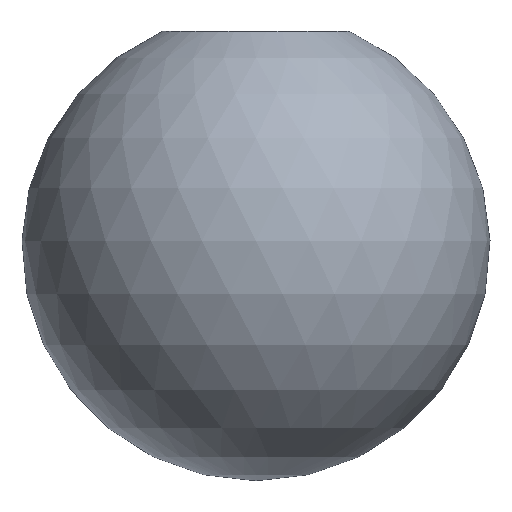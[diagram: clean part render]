
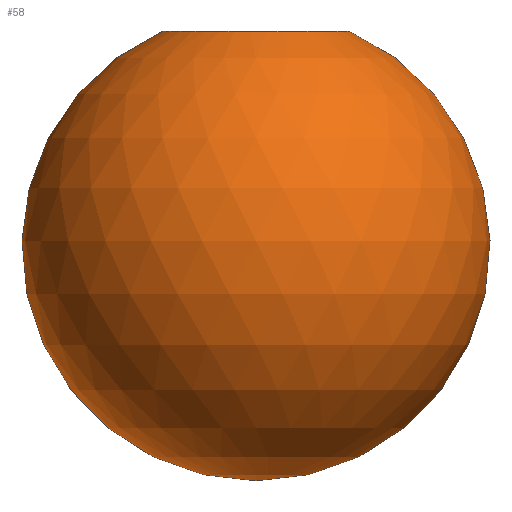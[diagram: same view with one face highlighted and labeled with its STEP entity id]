
A CAD part, left-side view. The second image highlights one B-rep face of the part: STEP entity #58.
In plain terms, the highlighted spherical face has radius 7.5 mm.
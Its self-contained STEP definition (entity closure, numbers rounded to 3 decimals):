
#58=ADVANCED_FACE('',(#67),#66,.T.);
#66=SPHERICAL_SURFACE('',#159,7.5);
#67=FACE_OUTER_BOUND('',#73,.T.);
#73=EDGE_LOOP('',(#86,#87,#88,#89));
#82=CIRCLE('',#157,2.987);
#83=CIRCLE('',#158,3.);
#86=ORIENTED_EDGE('',*,*,#130,.F.);
#87=ORIENTED_EDGE('',*,*,#131,.T.);
#88=ORIENTED_EDGE('',*,*,#132,.F.);
#89=ORIENTED_EDGE('',*,*,#133,.F.);
#118=VERTEX_POINT('',#196);
#119=VERTEX_POINT('',#197);
#120=VERTEX_POINT('',#199);
#121=VERTEX_POINT('',#204);
#130=EDGE_CURVE('',#118,#119,#146,.T.);
#131=EDGE_CURVE('',#118,#120,#82,.T.);
#132=EDGE_CURVE('',#121,#120,#147,.T.);
#133=EDGE_CURVE('',#119,#121,#83,.T.);
#146=B_SPLINE_CURVE_WITH_KNOTS('',3,(#192,#193,#194,#195),.UNSPECIFIED.,
 .F.,.F.,(4,4),(0.,1.),.UNSPECIFIED.);
#147=B_SPLINE_CURVE_WITH_KNOTS('',3,(#200,#201,#202,#203),.UNSPECIFIED.,
 .F.,.F.,(4,4),(0.,1.),.UNSPECIFIED.);
#157=AXIS2_PLACEMENT_3D('',#198,#169,#170);
#158=AXIS2_PLACEMENT_3D('',#205,#171,#172);
#159=AXIS2_PLACEMENT_3D('',#206,#173,#174);
#169=DIRECTION('',(0.,0.,-1.));
#170=DIRECTION('',(-1.,0.,0.));
#171=DIRECTION('',(0.,0.,1.));
#172=DIRECTION('',(-1.,0.,0.));
#173=DIRECTION('',(0.,0.,1.));
#174=DIRECTION('',(1.,0.,0.));
#192=CARTESIAN_POINT('',(-0.204,-2.98,6.88));
#193=CARTESIAN_POINT('',(-0.193,-2.985,6.878));
#194=CARTESIAN_POINT('',(-0.182,-2.99,6.876));
#195=CARTESIAN_POINT('',(-0.171,-2.995,6.874));
#196=CARTESIAN_POINT('',(-0.204,-2.98,6.88));
#197=CARTESIAN_POINT('',(-0.171,-2.995,6.874));
#198=CARTESIAN_POINT('',(0.,0.,6.88));
#199=CARTESIAN_POINT('',(2.964,0.367,6.88));
#200=CARTESIAN_POINT('',(2.997,0.129,6.874));
#201=CARTESIAN_POINT('',(2.989,0.209,6.876));
#202=CARTESIAN_POINT('',(2.979,0.288,6.878));
#203=CARTESIAN_POINT('',(2.964,0.367,6.88));
#204=CARTESIAN_POINT('',(2.997,0.129,6.874));
#205=CARTESIAN_POINT('',(0.,0.,6.874));
#206=CARTESIAN_POINT('',(0.,0.,0.));
